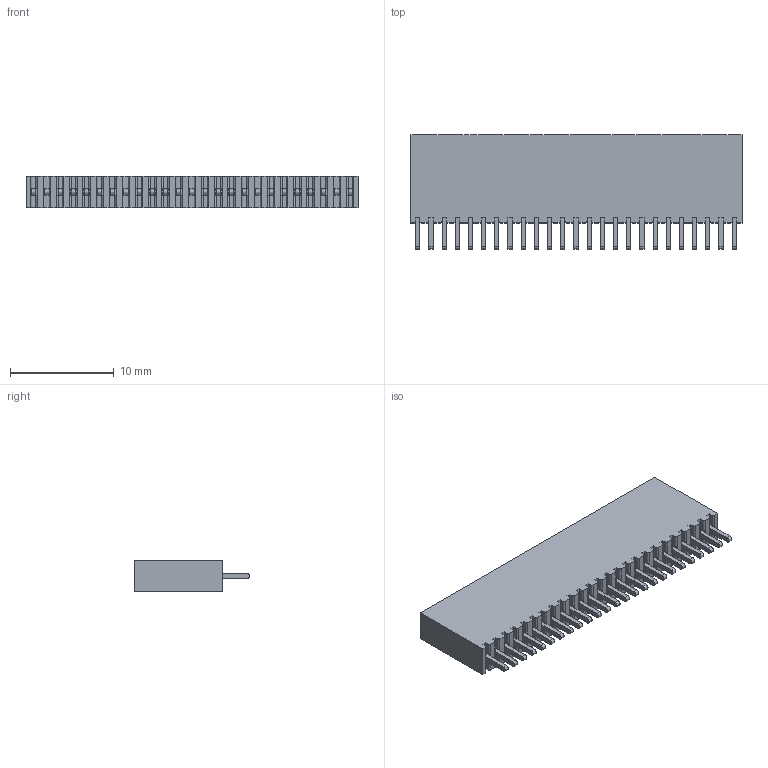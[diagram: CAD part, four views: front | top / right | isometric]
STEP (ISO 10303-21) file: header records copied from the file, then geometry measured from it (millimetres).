
FILE_DESCRIPTION(/* description */ ('STEP AP214'),/* implementation_level */ '2;1');
FILE_NAME(/* name */ 'SMS-125-01-G-S',/* time_stamp */ '2022-12-11T08:10:38+01:00',/* author */ ('License CC BY-ND 4.0'),/* organization */ ('CADENAS'),/* preprocessor_version */ 'ST-DEVELOPER v18.102',/* originating_system */ 'PARTsolutions',/* authorisation */ ' ');
FILE_SCHEMA (('AUTOMOTIVE_DESIGN {1 0 10303 214 3 1 1}'));
Length unit declared in the file: inch
Products named in the file (3): SMS-125-01-G-S; C-16-01-25-S; SMS-125-01-S_socket
Assembly tree (2 placements, depth 2):
  SMS-125-01-G-S
    C-16-01-25-S
    SMS-125-01-S_socket
Bounding box: 31.98 x 11.05 x 3.05 mm (x, y, z)
Volume: 798.2 mm3; surface area: 2103 mm2
Topology: 2 solids, 2 shells, 812 faces, 2324 edges, 1516 vertices
Faces by surface type: plane 737, cylinder 75
Entity records: 26236 total; most frequent: CARTESIAN_POINT 4655, ORIENTED_EDGE 4648, DIRECTION 4204, EDGE_CURVE 2324, LINE 2074, VECTOR 2074, VERTEX_POINT 1516, AXIS2_PLACEMENT_3D 1065
